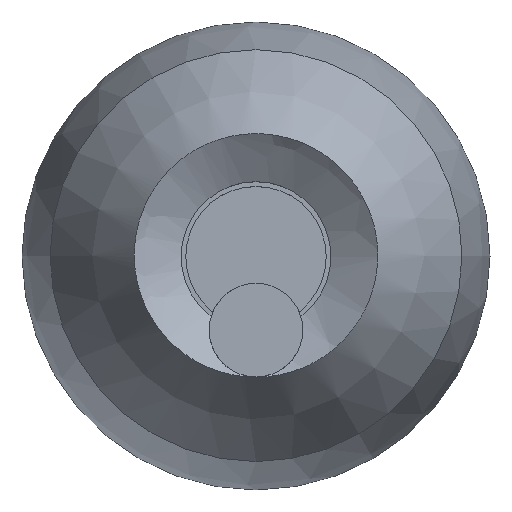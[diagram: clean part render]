
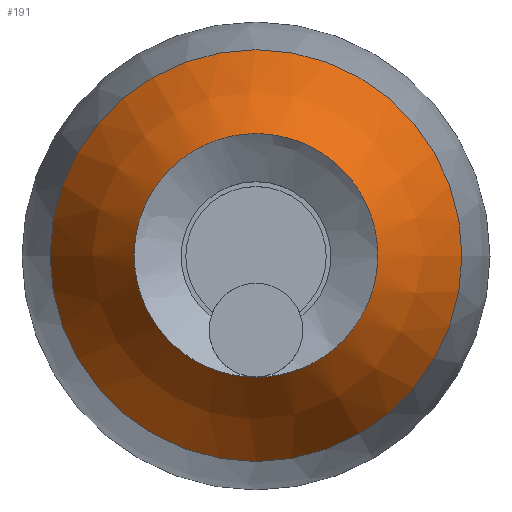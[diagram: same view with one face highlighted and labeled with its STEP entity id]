
A CAD part, top view. The second image highlights one B-rep face of the part: STEP entity #191.
In plain terms, the highlighted free-form (B-spline) face has degree [3, 2] with [5, 7] control points.
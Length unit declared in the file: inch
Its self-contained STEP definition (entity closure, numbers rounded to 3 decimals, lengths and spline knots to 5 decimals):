
#70=CARTESIAN_POINT('',(1.3,0.,3.75));
#71=VERTEX_POINT('',#70);
#72=CARTESIAN_POINT('',(0.,-1.3,3.75));
#73=VERTEX_POINT('',#72);
#74=CARTESIAN_POINT('',(0.,0.,3.75));
#75=DIRECTION('',(-0.,0.,-1.));
#76=DIRECTION('',(-1.,0.,0.));
#77=AXIS2_PLACEMENT_3D('',#74,#75,#76);
#78=CIRCLE('',#77,1.3);
#79=EDGE_CURVE('',#71,#73,#78,.T.);
#81=CARTESIAN_POINT('',(0.,0.,3.75));
#82=DIRECTION('',(-0.,0.,-1.));
#83=DIRECTION('',(-1.,0.,0.));
#84=AXIS2_PLACEMENT_3D('',#81,#82,#83);
#85=CIRCLE('',#84,1.3);
#86=EDGE_CURVE('',#73,#71,#85,.T.);
#124=CARTESIAN_POINT('',(1.3,0.,3.75));
#125=CARTESIAN_POINT('',(1.3,-2.25167,3.75));
#126=CARTESIAN_POINT('',(-0.65,-1.12583,3.75));
#127=CARTESIAN_POINT('',(-2.6,-0.,3.75));
#128=CARTESIAN_POINT('',(-0.65,1.12583,3.75));
#129=CARTESIAN_POINT('',(1.3,2.25167,3.75));
#130=CARTESIAN_POINT('',(1.3,0.,3.75));
#131=CARTESIAN_POINT('',(1.45647,0.,3.54289));
#132=CARTESIAN_POINT('',(1.45647,-2.52268,3.54289));
#133=CARTESIAN_POINT('',(-0.72823,-1.26134,3.54289));
#134=CARTESIAN_POINT('',(-2.91294,-0.,3.54289));
#135=CARTESIAN_POINT('',(-0.72823,1.26134,3.54289));
#136=CARTESIAN_POINT('',(1.45647,2.52268,3.54289));
#137=CARTESIAN_POINT('',(1.45647,0.,3.54289));
#138=CARTESIAN_POINT('',(1.80967,0.,3.07538));
#139=CARTESIAN_POINT('',(1.80967,-3.13444,3.07538));
#140=CARTESIAN_POINT('',(-0.90483,-1.56722,3.07538));
#141=CARTESIAN_POINT('',(-3.61934,-0.,3.07538));
#142=CARTESIAN_POINT('',(-0.90483,1.56722,3.07538));
#143=CARTESIAN_POINT('',(1.80967,3.13444,3.07538));
#144=CARTESIAN_POINT('',(1.80967,0.,3.07538));
#145=CARTESIAN_POINT('',(2.06036,0.,2.54527));
#146=CARTESIAN_POINT('',(2.06036,-3.56866,2.54527));
#147=CARTESIAN_POINT('',(-1.03018,-1.78433,2.54527));
#148=CARTESIAN_POINT('',(-4.12073,-0.,2.54527));
#149=CARTESIAN_POINT('',(-1.03018,1.78433,2.54527));
#150=CARTESIAN_POINT('',(2.06036,3.56866,2.54527));
#151=CARTESIAN_POINT('',(2.06036,0.,2.54527));
#152=CARTESIAN_POINT('',(2.2,0.,2.25));
#153=CARTESIAN_POINT('',(2.2,-3.81051,2.25));
#154=CARTESIAN_POINT('',(-1.1,-1.90526,2.25));
#155=CARTESIAN_POINT('',(-4.4,-0.,2.25));
#156=CARTESIAN_POINT('',(-1.1,1.90526,2.25));
#157=CARTESIAN_POINT('',(2.2,3.81051,2.25));
#158=CARTESIAN_POINT('',(2.2,0.,2.25));
#159=(BOUNDED_SURFACE()
B_SPLINE_SURFACE(3,2,((#124,#125,#126,#127,#128,#129,#130),(#131,#132,#133,#134,#135,#136,#137),(#138,#139,#140,#141,#142,#143,#144),(#145,#146,#147,#148,#149,#150,#151),(#152,#153,#154,#155,#156,#157,#158)),.UNSPECIFIED.,.F.,.T.,.U.)
B_SPLINE_SURFACE_WITH_KNOTS((4,1,4),(3,2,2,3),(0.,0.44301,1.),(0.,2.0944,4.18879,6.28319),.UNSPECIFIED.)
GEOMETRIC_REPRESENTATION_ITEM()
RATIONAL_B_SPLINE_SURFACE(((1.,0.5,1.,0.5,1.,0.5,1.),(1.,0.5,1.,0.5,1.,0.5,1.),(1.,0.5,1.,0.5,1.,0.5,1.),(1.,0.5,1.,0.5,1.,0.5,1.),(1.,0.5,1.,0.5,1.,0.5,1.)))
REPRESENTATION_ITEM('')
SURFACE()
);
#160=CARTESIAN_POINT('',(2.2,0.,2.25));
#161=VERTEX_POINT('',#160);
#162=CARTESIAN_POINT('',(2.2,0.,2.25));
#163=CARTESIAN_POINT('',(2.06036,0.,2.54527));
#164=CARTESIAN_POINT('',(1.80967,0.,3.07538));
#165=CARTESIAN_POINT('',(1.45647,0.,3.54289));
#166=CARTESIAN_POINT('',(1.3,0.,3.75));
#167=B_SPLINE_CURVE_WITH_KNOTS('',3,(#162,#163,#164,#165,#166),.UNSPECIFIED.,.F.,.F.,(4,1,4),(0.,0.55699,1.),.UNSPECIFIED.);
#168=EDGE_CURVE('',#161,#71,#167,.T.);
#169=ORIENTED_EDGE('',*,*,#168,.F.);
#170=CARTESIAN_POINT('',(-2.2,-0.,2.25));
#171=VERTEX_POINT('',#170);
#172=CARTESIAN_POINT('',(0.,0.,2.25));
#173=DIRECTION('',(-0.,0.,-1.));
#174=DIRECTION('',(-1.,0.,0.));
#175=AXIS2_PLACEMENT_3D('',#172,#173,#174);
#176=CIRCLE('',#175,2.2);
#177=EDGE_CURVE('',#171,#161,#176,.T.);
#178=ORIENTED_EDGE('',*,*,#177,.F.);
#179=CARTESIAN_POINT('',(0.,0.,2.25));
#180=DIRECTION('',(-0.,0.,-1.));
#181=DIRECTION('',(-1.,0.,0.));
#182=AXIS2_PLACEMENT_3D('',#179,#180,#181);
#183=CIRCLE('',#182,2.2);
#184=EDGE_CURVE('',#161,#171,#183,.T.);
#185=ORIENTED_EDGE('',*,*,#184,.F.);
#186=ORIENTED_EDGE('',*,*,#168,.T.);
#187=ORIENTED_EDGE('',*,*,#79,.T.);
#188=ORIENTED_EDGE('',*,*,#86,.T.);
#189=EDGE_LOOP('',(#169,#178,#185,#186,#187,#188));
#190=FACE_BOUND('',#189,.T.);
#191=ADVANCED_FACE('',(#190),#159,.F.);
